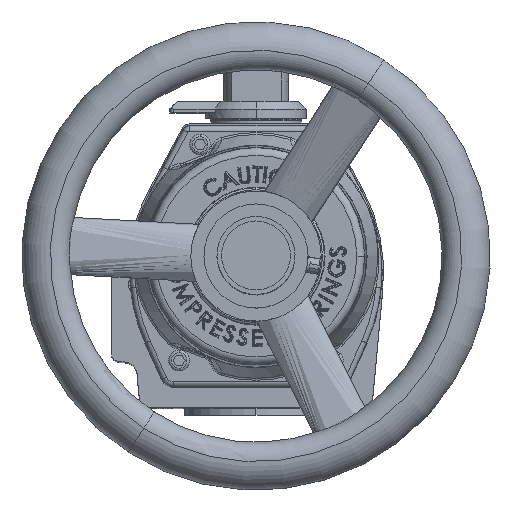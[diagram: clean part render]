
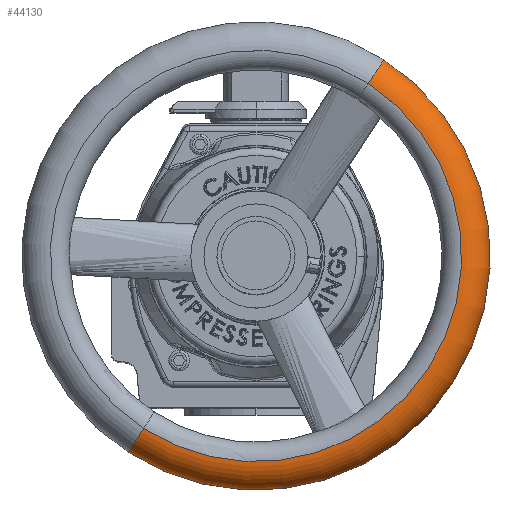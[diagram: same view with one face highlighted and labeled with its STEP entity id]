
A CAD part, top view. The second image highlights one B-rep face of the part: STEP entity #44130.
In plain terms, the highlighted toroidal (fillet/blend) face has major radius 79 mm and minor radius 11 mm.
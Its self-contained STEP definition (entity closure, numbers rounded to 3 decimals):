
#680 = CARTESIAN_POINT ( 'NONE',  ( 0., 0., 324.32 ) ) ;
#1648 = AXIS2_PLACEMENT_3D ( 'NONE', #27546, #21549, #62090 ) ;
#3371 = ORIENTED_EDGE ( 'NONE', *, *, #68412, .F. ) ;
#4299 = DIRECTION ( 'NONE',  ( 0., 0., 1. ) ) ;
#10710 = DIRECTION ( 'NONE',  ( 0.546, 0.838, 0. ) ) ;
#13857 = EDGE_CURVE ( 'Defeatured_0_991+Defeatured_0_990+Defeatured_0_990+Defeatured_0_990', #60311, #33400, #15505, .T. ) ;
#14904 = CIRCLE ( 'NONE', #1648, 11. ) ;
#15505 = CIRCLE ( 'NONE', #16837, 79. ) ;
#16837 = AXIS2_PLACEMENT_3D ( 'NONE', #45388, #21417, #10710 ) ;
#20177 = VERTEX_POINT ( 'NONE', #52365 ) ;
#20704 = CIRCLE ( 'NONE', #41735, 11. ) ;
#21417 = DIRECTION ( 'NONE',  ( 0., 0., 1. ) ) ;
#21549 = DIRECTION ( 'NONE',  ( 0.838, -0.546, 0. ) ) ;
#25997 = EDGE_LOOP ( 'NONE', ( #3371, #62879, #66882, #62937 ) ) ;
#27546 = CARTESIAN_POINT ( 'NONE',  ( 43.128, 66.189, 324.32 ) ) ;
#28775 = AXIS2_PLACEMENT_3D ( 'NONE', #680, #4299, #37685 ) ;
#33400 = VERTEX_POINT ( 'NONE', #38930 ) ;
#34662 = TOROIDAL_SURFACE ( 'NONE', #28775, 79., 11. ) ;
#35308 = AXIS2_PLACEMENT_3D ( 'NONE', #71880, #62510, #39766 ) ;
#37685 = DIRECTION ( 'NONE',  ( 0.546, 0.838, 0. ) ) ;
#37950 = CARTESIAN_POINT ( 'NONE',  ( 43.128, 66.189, 335.32 ) ) ;
#38930 = CARTESIAN_POINT ( 'NONE',  ( 43.128, 66.189, 313.32 ) ) ;
#39615 = FACE_OUTER_BOUND ( 'NONE', #25997, .T. ) ;
#39766 = DIRECTION ( 'NONE',  ( 0.546, 0.838, 0. ) ) ;
#41735 = AXIS2_PLACEMENT_3D ( 'NONE', #56904, #47410, #50956 ) ;
#42761 = CARTESIAN_POINT ( 'NONE',  ( -43.128, -66.189, 313.32 ) ) ;
#44130 = ADVANCED_FACE ( 'Defeatured_0_991', ( #39615 ), #34662, .T. ) ;
#44289 = VERTEX_POINT ( 'NONE', #37950 ) ;
#45388 = CARTESIAN_POINT ( 'NONE',  ( 0., 0., 313.32 ) ) ;
#47410 = DIRECTION ( 'NONE',  ( -0.838, 0.546, 0. ) ) ;
#50956 = DIRECTION ( 'NONE',  ( -0.546, -0.838, 0. ) ) ;
#52365 = CARTESIAN_POINT ( 'NONE',  ( -43.128, -66.189, 335.32 ) ) ;
#56904 = CARTESIAN_POINT ( 'NONE',  ( -43.128, -66.189, 324.32 ) ) ;
#58178 = CIRCLE ( 'NONE', #35308, 79. ) ;
#60311 = VERTEX_POINT ( 'NONE', #42761 ) ;
#62090 = DIRECTION ( 'NONE',  ( 0.546, 0.838, 0. ) ) ;
#62510 = DIRECTION ( 'NONE',  ( 0., 0., 1. ) ) ;
#62879 = ORIENTED_EDGE ( 'NONE', *, *, #13857, .T. ) ;
#62937 = ORIENTED_EDGE ( 'NONE', *, *, #70793, .F. ) ;
#63669 = EDGE_CURVE ( 'NONE', #33400, #44289, #14904, .T. ) ;
#66882 = ORIENTED_EDGE ( 'NONE', *, *, #63669, .T. ) ;
#68412 = EDGE_CURVE ( 'NONE', #60311, #20177, #20704, .T. ) ;
#70793 = EDGE_CURVE ( 'Defeatured_0_989+Defeatured_0_991+Defeatured_0_991+Defeatured_0_991', #20177, #44289, #58178, .T. ) ;
#71880 = CARTESIAN_POINT ( 'NONE',  ( 0., 0., 335.32 ) ) ;
